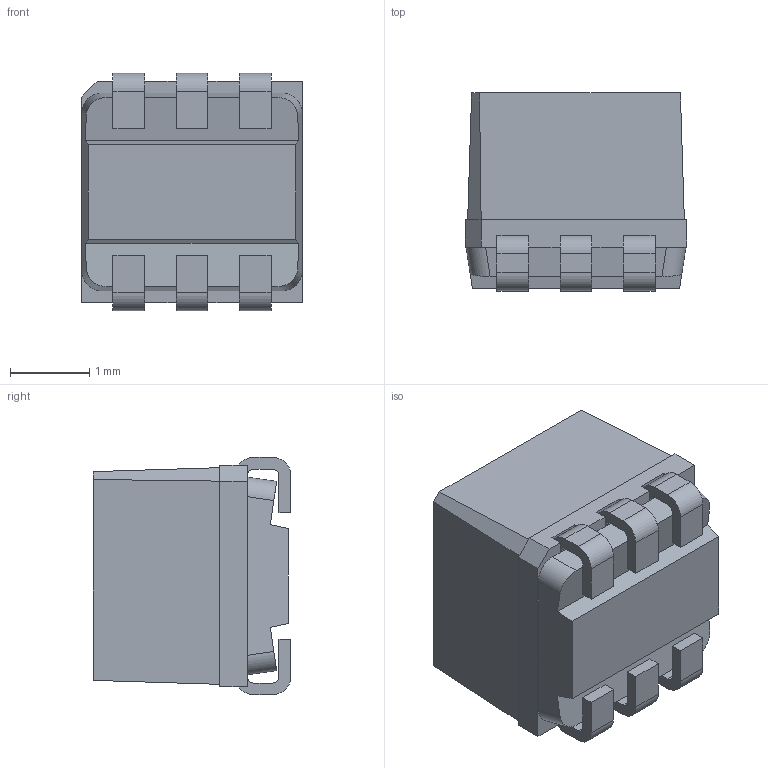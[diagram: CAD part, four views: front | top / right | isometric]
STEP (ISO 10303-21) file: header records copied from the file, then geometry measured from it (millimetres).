
FILE_DESCRIPTION (( 'STEP AP203' ), '1' );
FILE_NAME ('NSSM432A.STEP', '2021-04-06T05:33:33', ( '' ), ( '' ), 'SwSTEP 2.0', 'SolidWorks 2020', '' );
FILE_SCHEMA (( 'CONFIG_CONTROL_DESIGN' ));
Length unit declared in the file: millimetre
Products named in the file (9): Part5; Part3; Part6; Part2; Part8; Part4; Part7; NSSM432A; Part1
Assembly tree (8 placements, depth 2):
  NSSM432A
    Part1
    Part2
    Part3
    Part4
    Part5
    Part6
    Part7
    Part8
Bounding box: 2.8 x 2.5 x 3 mm (x, y, z)
Volume: 17.5 mm3; surface area: 58.7 mm2
Topology: 8 solids, 8 shells, 158 faces, 408 edges, 268 vertices
Faces by surface type: plane 122, cylinder 36
Entity records: 5719 total; most frequent: CARTESIAN_POINT 869, ORIENTED_EDGE 816, DIRECTION 802, EDGE_CURVE 408, LINE 336, VECTOR 336, VERTEX_POINT 268, AXIS2_PLACEMENT_3D 233
